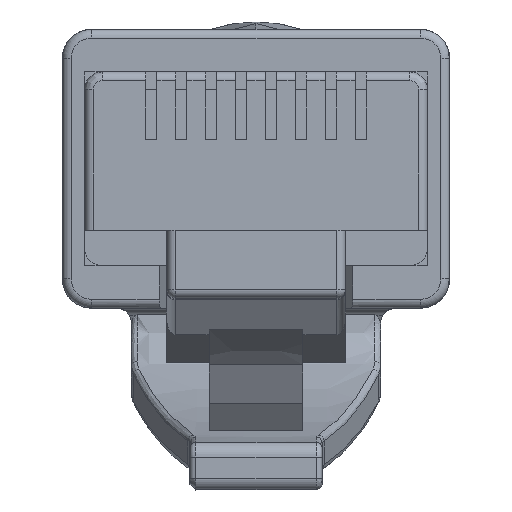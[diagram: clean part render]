
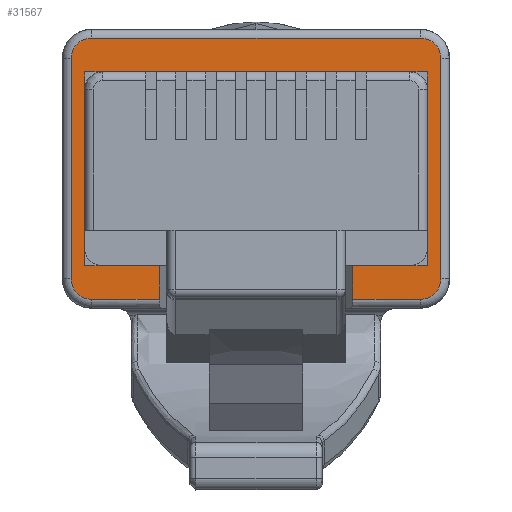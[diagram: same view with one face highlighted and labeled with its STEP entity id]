
A CAD part, front view. The second image highlights one B-rep face of the part: STEP entity #31567.
In plain terms, the highlighted planar face has unit normal (0, -1, 0).
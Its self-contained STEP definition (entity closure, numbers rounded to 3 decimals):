
#10637=DIRECTION('',(0.,0.,1.));
#10638=VECTOR('',#10637,7.5);
#10639=CARTESIAN_POINT('',(6.3,-144.9,
-3.75));
#10640=LINE('',#10639,#10638);
#10652=CARTESIAN_POINT('',(3.3,-144.9,
-4.45));
#10654=DIRECTION('',(1.,0.,0.));
#10655=VECTOR('',#10654,2.3);
#10656=CARTESIAN_POINT('',(3.3,-144.9,
-4.45));
#10657=LINE('',#10656,#10655);
#10675=DIRECTION('',(-1.,0.,0.));
#10676=VECTOR('',#10675,1.94);
#10677=CARTESIAN_POINT('',(-3.3,-144.9,
-3.3));
#10678=LINE('',#10677,#10676);
#10691=DIRECTION('',(-1.,0.,0.));
#10692=VECTOR('',#10691,1.94);
#10693=CARTESIAN_POINT('',(5.24,-144.9,-3.3));
#10694=LINE('',#10693,#10692);
#10703=DIRECTION('',(0.,0.,1.));
#10704=VECTOR('',#10703,1.15);
#10705=CARTESIAN_POINT('',(-3.3,-144.9,
-4.45));
#10706=LINE('',#10705,#10704);
#10711=CARTESIAN_POINT('',(-3.3,-144.9,
-4.45));
#10728=DIRECTION('',(1.,0.,0.));
#10729=VECTOR('',#10728,2.3);
#10730=CARTESIAN_POINT('',(-5.6,-144.9,
-4.45));
#10731=LINE('',#10730,#10729);
#11079=DIRECTION('',(-1.,0.,0.));
#11080=VECTOR('',#11079,11.2);
#11081=CARTESIAN_POINT('',(5.6,-144.9,
4.45));
#11082=LINE('',#11081,#11080);
#11293=DIRECTION('',(-1.,0.,0.));
#11294=VECTOR('',#11293,10.48);
#11295=CARTESIAN_POINT('',(5.24,-144.9,
3.3));
#11296=LINE('',#11295,#11294);
#11297=DIRECTION('',(-1.,0.,0.));
#11298=VECTOR('',#11297,0.6);
#11299=CARTESIAN_POINT('',(-5.24,-144.9,
3.3));
#11300=LINE('',#11299,#11298);
#11301=DIRECTION('',(0.,0.,-1.));
#11302=VECTOR('',#11301,0.6);
#11303=CARTESIAN_POINT('',(-5.84,-144.9,3.3));
#11304=LINE('',#11303,#11302);
#11305=DIRECTION('',(0.,0.,-1.));
#11306=VECTOR('',#11305,0.6);
#11307=CARTESIAN_POINT('',(-5.84,-144.9,-2.7));
#11308=LINE('',#11307,#11306);
#11309=DIRECTION('',(1.,0.,0.));
#11310=VECTOR('',#11309,0.6);
#11311=CARTESIAN_POINT('',(-5.84,-144.9,-3.3));
#11312=LINE('',#11311,#11310);
#11313=CARTESIAN_POINT('',(-5.6,-144.9,
-3.75));
#11314=DIRECTION('',(0.,1.,0.));
#11315=DIRECTION('',(0.,0.,-1.));
#11316=AXIS2_PLACEMENT_3D('',#11313,#11314,#11315);
#11318=CARTESIAN_POINT('',(-5.6,-144.9,
3.75));
#11319=DIRECTION('',(0.,1.,0.));
#11320=DIRECTION('',(-1.,0.,0.));
#11321=AXIS2_PLACEMENT_3D('',#11318,#11319,#11320);
#11323=CARTESIAN_POINT('',(5.6,-144.9,
3.75));
#11324=DIRECTION('',(0.,1.,0.));
#11325=DIRECTION('',(0.,0.,1.));
#11326=AXIS2_PLACEMENT_3D('',#11323,#11324,#11325);
#11328=CARTESIAN_POINT('',(5.6,-144.9,
-3.75));
#11329=DIRECTION('',(0.,1.,0.));
#11330=DIRECTION('',(1.,0.,0.));
#11331=AXIS2_PLACEMENT_3D('',#11328,#11329,#11330);
#11333=DIRECTION('',(0.,0.,1.));
#11334=VECTOR('',#11333,1.15);
#11335=CARTESIAN_POINT('',(3.3,-144.9,
-4.45));
#11336=LINE('',#11335,#11334);
#11337=DIRECTION('',(1.,0.,0.));
#11338=VECTOR('',#11337,0.6);
#11339=CARTESIAN_POINT('',(5.24,-144.9,-3.3));
#11340=LINE('',#11339,#11338);
#11341=DIRECTION('',(0.,0.,1.));
#11342=VECTOR('',#11341,0.6);
#11343=CARTESIAN_POINT('',(5.84,-144.9,-3.3));
#11344=LINE('',#11343,#11342);
#11345=DIRECTION('',(0.,0.,1.));
#11346=VECTOR('',#11345,5.4);
#11347=CARTESIAN_POINT('',(5.84,-144.9,-2.7));
#11348=LINE('',#11347,#11346);
#11349=DIRECTION('',(0.,0.,1.));
#11350=VECTOR('',#11349,0.6);
#11351=CARTESIAN_POINT('',(5.84,-144.9,2.7));
#11352=LINE('',#11351,#11350);
#11353=DIRECTION('',(-1.,0.,0.));
#11354=VECTOR('',#11353,0.6);
#11355=CARTESIAN_POINT('',(5.84,-144.9,3.3));
#11356=LINE('',#11355,#11354);
#12305=DIRECTION('',(0.,0.,1.));
#12306=VECTOR('',#12305,5.4);
#12307=CARTESIAN_POINT('',(-5.84,-144.9,-2.7));
#12308=LINE('',#12307,#12306);
#12685=DIRECTION('',(0.,0.,-1.));
#12686=VECTOR('',#12685,7.5);
#12687=CARTESIAN_POINT('',(-6.3,-144.9,
3.75));
#12688=LINE('',#12687,#12686);
#14453=CARTESIAN_POINT('',(6.3,-144.9,
-3.75));
#14454=VERTEX_POINT('',#14453);
#14455=CARTESIAN_POINT('',(6.3,-144.9,
3.75));
#14456=VERTEX_POINT('',#14455);
#14457=CARTESIAN_POINT('',(5.6,-144.9,-4.45));
#14458=VERTEX_POINT('',#14457);
#14459=VERTEX_POINT('',#10652);
#14460=CARTESIAN_POINT('',(3.3,-144.9,
-3.3));
#14462=VERTEX_POINT('',#14460);
#14465=CARTESIAN_POINT('',(-3.3,-144.9,
-3.3));
#14467=VERTEX_POINT('',#14465);
#14468=CARTESIAN_POINT('',(-5.24,-144.9,-3.3));
#14469=VERTEX_POINT('',#14468);
#14482=CARTESIAN_POINT('',(5.24,-144.9,-3.3));
#14483=VERTEX_POINT('',#14482);
#14484=VERTEX_POINT('',#10711);
#14485=CARTESIAN_POINT('',(-5.6,-144.9,-4.45));
#14486=VERTEX_POINT('',#14485);
#14489=CARTESIAN_POINT('',(-6.3,-144.9,
-3.75));
#14490=VERTEX_POINT('',#14489);
#14514=CARTESIAN_POINT('',(-5.6,-144.9,
4.45));
#14515=VERTEX_POINT('',#14514);
#14516=CARTESIAN_POINT('',(-6.3,-144.9,
3.75));
#14517=VERTEX_POINT('',#14516);
#14518=CARTESIAN_POINT('',(5.6,-144.9,
4.45));
#14519=VERTEX_POINT('',#14518);
#14525=CARTESIAN_POINT('',(5.24,-144.9,
3.3));
#14526=CARTESIAN_POINT('',(-5.24,-144.9,
3.3));
#14527=VERTEX_POINT('',#14525);
#14528=VERTEX_POINT('',#14526);
#14529=CARTESIAN_POINT('',(-5.84,-144.9,3.3));
#14530=VERTEX_POINT('',#14529);
#14531=CARTESIAN_POINT('',(-5.84,-144.9,2.7));
#14532=VERTEX_POINT('',#14531);
#14533=CARTESIAN_POINT('',(-5.84,-144.9,-2.7));
#14534=VERTEX_POINT('',#14533);
#14535=CARTESIAN_POINT('',(-5.84,-144.9,-3.3));
#14536=VERTEX_POINT('',#14535);
#14537=CARTESIAN_POINT('',(5.84,-144.9,-3.3));
#14538=VERTEX_POINT('',#14537);
#14539=CARTESIAN_POINT('',(5.84,-144.9,-2.7));
#14540=VERTEX_POINT('',#14539);
#14541=CARTESIAN_POINT('',(5.84,-144.9,2.7));
#14542=VERTEX_POINT('',#14541);
#14543=CARTESIAN_POINT('',(5.84,-144.9,3.3));
#14544=VERTEX_POINT('',#14543);
#31524=CARTESIAN_POINT('',(-6.6,-144.9,-4.75));
#31525=DIRECTION('',(0.,-1.,0.));
#31526=DIRECTION('',(1.,0.,0.));
#31527=AXIS2_PLACEMENT_3D('',#31524,#31525,#31526);
#31528=PLANE('',#31527);
#31530=ORIENTED_EDGE('',*,*,#31529,.T.);
#31532=ORIENTED_EDGE('',*,*,#31531,.T.);
#31534=ORIENTED_EDGE('',*,*,#31533,.T.);
#31536=ORIENTED_EDGE('',*,*,#31535,.F.);
#31538=ORIENTED_EDGE('',*,*,#31537,.T.);
#31540=ORIENTED_EDGE('',*,*,#31539,.T.);
#31541=ORIENTED_EDGE('',*,*,#29950,.F.);
#31542=ORIENTED_EDGE('',*,*,#29985,.F.);
#31543=ORIENTED_EDGE('',*,*,#30011,.F.);
#31544=ORIENTED_EDGE('',*,*,#30026,.T.);
#31546=ORIENTED_EDGE('',*,*,#31545,.F.);
#31547=ORIENTED_EDGE('',*,*,#30946,.T.);
#31548=ORIENTED_EDGE('',*,*,#30962,.F.);
#31549=ORIENTED_EDGE('',*,*,#30976,.T.);
#31550=ORIENTED_EDGE('',*,*,#29892,.F.);
#31551=ORIENTED_EDGE('',*,*,#29906,.T.);
#31552=ORIENTED_EDGE('',*,*,#29920,.F.);
#31553=ORIENTED_EDGE('',*,*,#29934,.T.);
#31554=ORIENTED_EDGE('',*,*,#29966,.F.);
#31556=ORIENTED_EDGE('',*,*,#31555,.T.);
#31558=ORIENTED_EDGE('',*,*,#31557,.T.);
#31560=ORIENTED_EDGE('',*,*,#31559,.T.);
#31562=ORIENTED_EDGE('',*,*,#31561,.T.);
#31564=ORIENTED_EDGE('',*,*,#31563,.T.);
#31565=EDGE_LOOP('',(#31530,#31532,#31534,#31536,#31538,#31540,#31541,#31542,
#31543,#31544,#31546,#31547,#31548,#31549,#31550,#31551,#31552,#31553,#31554,
#31556,#31558,#31560,#31562,#31564));
#31566=FACE_OUTER_BOUND('',#31565,.F.);
#31567=ADVANCED_FACE('',(#31566),#31528,.T.);
#11317=CIRCLE('',#11316,0.7);
#11322=CIRCLE('',#11321,0.7);
#11327=CIRCLE('',#11326,0.7);
#11332=CIRCLE('',#11331,0.7);
#29892=EDGE_CURVE('',#14454,#14456,#10640,.T.);
#29906=EDGE_CURVE('',#14454,#14458,#11332,.T.);
#29920=EDGE_CURVE('',#14459,#14458,#10657,.T.);
#29934=EDGE_CURVE('',#14459,#14462,#11336,.T.);
#29950=EDGE_CURVE('',#14467,#14469,#10678,.T.);
#29966=EDGE_CURVE('',#14483,#14462,#10694,.T.);
#29985=EDGE_CURVE('',#14484,#14467,#10706,.T.);
#30011=EDGE_CURVE('',#14486,#14484,#10731,.T.);
#30026=EDGE_CURVE('',#14486,#14490,#11317,.T.);
#30946=EDGE_CURVE('',#14517,#14515,#11322,.T.);
#30962=EDGE_CURVE('',#14519,#14515,#11082,.T.);
#30976=EDGE_CURVE('',#14519,#14456,#11327,.T.);
#31529=EDGE_CURVE('',#14527,#14528,#11296,.T.);
#31531=EDGE_CURVE('',#14528,#14530,#11300,.T.);
#31533=EDGE_CURVE('',#14530,#14532,#11304,.T.);
#31535=EDGE_CURVE('',#14534,#14532,#12308,.T.);
#31537=EDGE_CURVE('',#14534,#14536,#11308,.T.);
#31539=EDGE_CURVE('',#14536,#14469,#11312,.T.);
#31545=EDGE_CURVE('',#14517,#14490,#12688,.T.);
#31555=EDGE_CURVE('',#14483,#14538,#11340,.T.);
#31557=EDGE_CURVE('',#14538,#14540,#11344,.T.);
#31559=EDGE_CURVE('',#14540,#14542,#11348,.T.);
#31561=EDGE_CURVE('',#14542,#14544,#11352,.T.);
#31563=EDGE_CURVE('',#14544,#14527,#11356,.T.);
